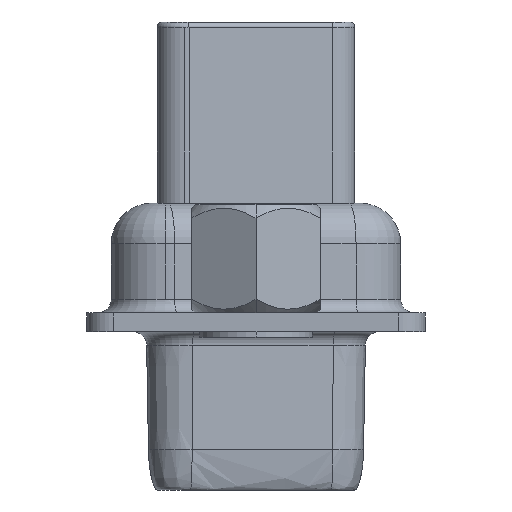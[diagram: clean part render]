
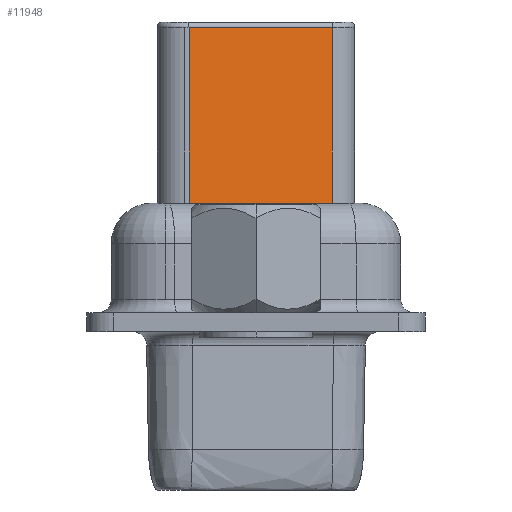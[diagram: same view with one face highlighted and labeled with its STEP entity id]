
A CAD part, left-side view. The second image highlights one B-rep face of the part: STEP entity #11948.
In plain terms, the highlighted planar face has unit normal (-0.985, -0.174, 0).
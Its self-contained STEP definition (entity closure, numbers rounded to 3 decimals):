
#59 = VERTEX_POINT ( 'NONE', #7316 ) ;
#77 = CARTESIAN_POINT ( 'NONE',  ( -7.89, 2.476, 17.3 ) ) ;
#207 = LINE ( 'NONE', #9037, #5763 ) ;
#389 = EDGE_CURVE ( 'NONE', #10042, #7135, #9138, .T. ) ;
#790 = CARTESIAN_POINT ( 'NONE',  ( -7.89, 2.476, 17.1 ) ) ;
#1456 = DIRECTION ( 'NONE',  ( 0., 0., -1. ) ) ;
#2186 = EDGE_CURVE ( 'NONE', #10042, #59, #11589, .T. ) ;
#2909 = LINE ( 'NONE', #77, #10342 ) ;
#3373 = CARTESIAN_POINT ( 'NONE',  ( -6.955, -2.824, 10.6 ) ) ;
#3679 = CARTESIAN_POINT ( 'NONE',  ( -6.955, -2.824, 17.1 ) ) ;
#3718 = DIRECTION ( 'NONE',  ( -0.174, 0.985, 0. ) ) ;
#3779 = FACE_OUTER_BOUND ( 'NONE', #5873, .T. ) ;
#3986 = DIRECTION ( 'NONE',  ( 0., 0., -1. ) ) ;
#4829 = AXIS2_PLACEMENT_3D ( 'NONE', #11586, #6983, #7816 ) ;
#4872 = ORIENTED_EDGE ( 'NONE', *, *, #389, .F. ) ;
#4878 = VERTEX_POINT ( 'NONE', #9196 ) ;
#5182 = EDGE_CURVE ( 'NONE', #4878, #7135, #207, .T. ) ;
#5763 = VECTOR ( 'NONE', #9158, 1000. ) ;
#5841 = PLANE ( 'NONE',  #4829 ) ;
#5873 = EDGE_LOOP ( 'NONE', ( #9455, #4872, #6573, #9506 ) ) ;
#6484 = EDGE_CURVE ( 'NONE', #59, #4878, #2909, .T. ) ;
#6573 = ORIENTED_EDGE ( 'NONE', *, *, #2186, .T. ) ;
#6983 = DIRECTION ( 'NONE',  ( 0.985, 0.174, 0. ) ) ;
#7135 = VERTEX_POINT ( 'NONE', #3373 ) ;
#7316 = CARTESIAN_POINT ( 'NONE',  ( -7.89, 2.476, 17.1 ) ) ;
#7816 = DIRECTION ( 'NONE',  ( -0.174, 0.985, 0. ) ) ;
#9037 = CARTESIAN_POINT ( 'NONE',  ( -7.89, 2.476, 10.6 ) ) ;
#9138 = LINE ( 'NONE', #11790, #11200 ) ;
#9158 = DIRECTION ( 'NONE',  ( 0.174, -0.985, 0. ) ) ;
#9196 = CARTESIAN_POINT ( 'NONE',  ( -7.89, 2.476, 10.6 ) ) ;
#9455 = ORIENTED_EDGE ( 'NONE', *, *, #5182, .T. ) ;
#9506 = ORIENTED_EDGE ( 'NONE', *, *, #6484, .T. ) ;
#10042 = VERTEX_POINT ( 'NONE', #3679 ) ;
#10342 = VECTOR ( 'NONE', #3986, 1000. ) ;
#10538 = VECTOR ( 'NONE', #3718, 1000. ) ;
#11200 = VECTOR ( 'NONE', #1456, 1000. ) ;
#11586 = CARTESIAN_POINT ( 'NONE',  ( -7.89, 2.476, 17.3 ) ) ;
#11589 = LINE ( 'NONE', #790, #10538 ) ;
#11790 = CARTESIAN_POINT ( 'NONE',  ( -6.955, -2.824, 17.3 ) ) ;
#11948 = ADVANCED_FACE ( 'NONE', ( #3779 ), #5841, .F. ) ;
